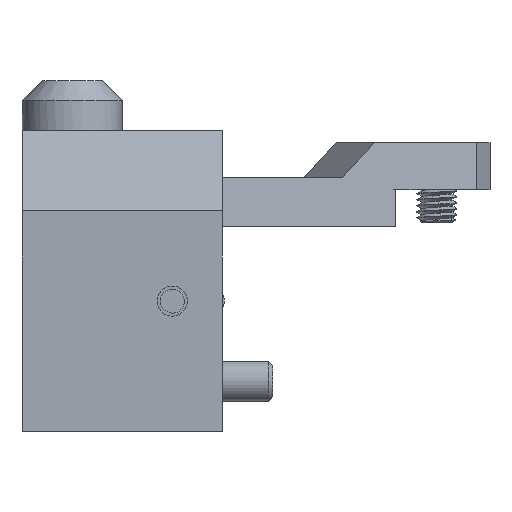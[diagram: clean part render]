
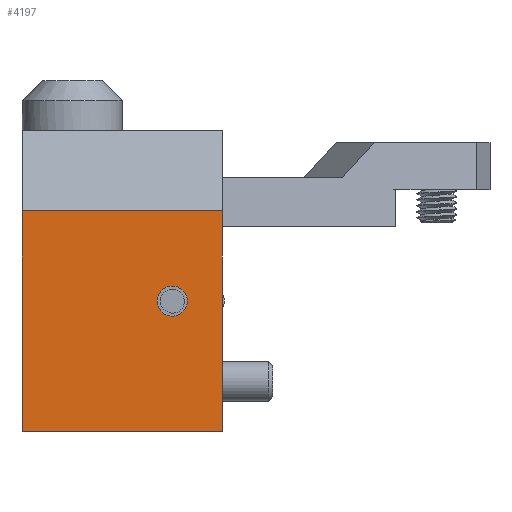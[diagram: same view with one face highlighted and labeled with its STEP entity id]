
A CAD part, front view. The second image highlights one B-rep face of the part: STEP entity #4197.
In plain terms, the highlighted planar face has unit normal (0, -1, 0).
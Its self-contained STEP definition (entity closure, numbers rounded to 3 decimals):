
#417=DIRECTION('',(0.,0.,1.));
#418=VECTOR('',#417,22.);
#419=CARTESIAN_POINT('',(0.,-75.,0.));
#420=LINE('',#419,#418);
#580=DIRECTION('',(1.,0.,0.));
#581=VECTOR('',#580,20.);
#582=CARTESIAN_POINT('',(-20.,-75.,0.));
#583=LINE('',#582,#581);
#972=DIRECTION('',(1.,0.,0.));
#973=VECTOR('',#972,20.);
#974=CARTESIAN_POINT('',(-20.,-75.,22.));
#975=LINE('',#974,#973);
#976=DIRECTION('',(0.,0.,1.));
#977=VECTOR('',#976,22.);
#978=CARTESIAN_POINT('',(-20.,-75.,0.));
#979=LINE('',#978,#977);
#980=CARTESIAN_POINT('',(-5.,-75.,13.));
#981=DIRECTION('',(0.,1.,0.));
#982=DIRECTION('',(-1.,0.,0.));
#983=AXIS2_PLACEMENT_3D('',#980,#981,#982);
#985=CARTESIAN_POINT('',(-5.,-75.,13.));
#986=DIRECTION('',(0.,1.,0.));
#987=DIRECTION('',(1.,0.,0.));
#988=AXIS2_PLACEMENT_3D('',#985,#986,#987);
#2393=CARTESIAN_POINT('',(-20.,-75.,0.));
#2394=VERTEX_POINT('',#2393);
#2395=CARTESIAN_POINT('',(0.,-75.,0.));
#2396=VERTEX_POINT('',#2395);
#2518=CARTESIAN_POINT('',(0.,-75.,22.));
#2520=VERTEX_POINT('',#2518);
#2521=CARTESIAN_POINT('',(-20.,-75.,22.));
#2522=VERTEX_POINT('',#2521);
#2525=CARTESIAN_POINT('',(-6.5,-75.,13.));
#2526=CARTESIAN_POINT('',(-3.5,-75.,13.));
#2527=VERTEX_POINT('',#2525);
#2528=VERTEX_POINT('',#2526);
#4180=CARTESIAN_POINT('',(-20.,-75.,0.));
#4181=DIRECTION('',(0.,-1.,0.));
#4182=DIRECTION('',(1.,0.,0.));
#4183=AXIS2_PLACEMENT_3D('',#4180,#4181,#4182);
#4184=PLANE('',#4183);
#4185=ORIENTED_EDGE('',*,*,#4173,.T.);
#4186=ORIENTED_EDGE('',*,*,#3445,.F.);
#4187=ORIENTED_EDGE('',*,*,#3657,.F.);
#4188=ORIENTED_EDGE('',*,*,#3180,.T.);
#4189=EDGE_LOOP('',(#4185,#4186,#4187,#4188));
#4190=FACE_OUTER_BOUND('',#4189,.F.);
#4192=ORIENTED_EDGE('',*,*,#4191,.F.);
#4194=ORIENTED_EDGE('',*,*,#4193,.F.);
#4195=EDGE_LOOP('',(#4192,#4194));
#4196=FACE_BOUND('',#4195,.F.);
#984=CIRCLE('',#983,1.5);
#989=CIRCLE('',#988,1.5);
#3180=EDGE_CURVE('',#2394,#2522,#979,.T.);
#3445=EDGE_CURVE('',#2396,#2520,#420,.T.);
#3657=EDGE_CURVE('',#2394,#2396,#583,.T.);
#4173=EDGE_CURVE('',#2522,#2520,#975,.T.);
#4191=EDGE_CURVE('',#2527,#2528,#984,.T.);
#4193=EDGE_CURVE('',#2528,#2527,#989,.T.);
#4197=ADVANCED_FACE('',(#4190,#4196),#4184,.T.);
